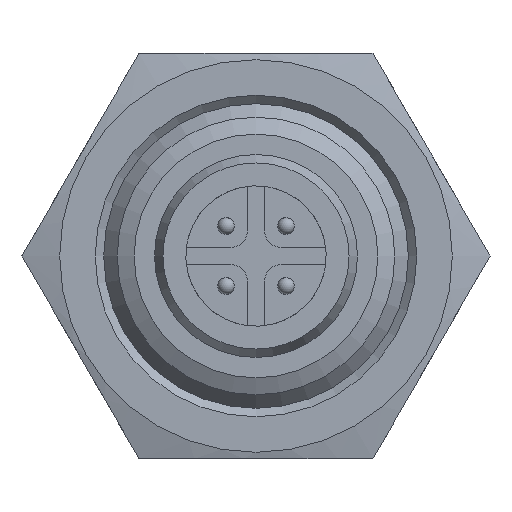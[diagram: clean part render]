
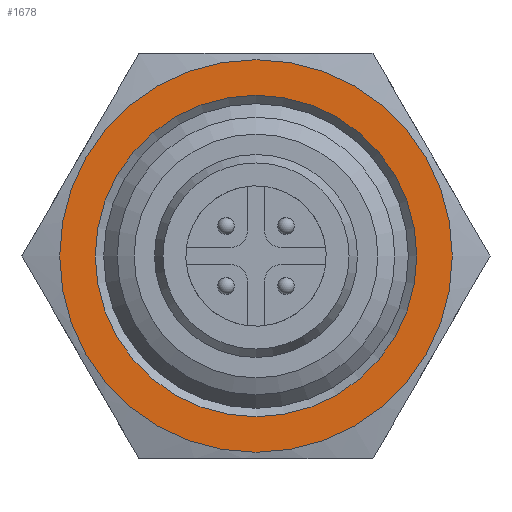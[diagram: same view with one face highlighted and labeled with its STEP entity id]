
A CAD part, front view. The second image highlights one B-rep face of the part: STEP entity #1678.
In plain terms, the highlighted face is planar.
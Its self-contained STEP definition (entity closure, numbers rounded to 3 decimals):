
#1627=CARTESIAN_POINT('',(9.5,0.,4.0));
#1628=VERTEX_POINT('',#1627);
#1629=CARTESIAN_POINT('',(0.0,0.0,4.0));
#1630=DIRECTION('',(0.0,0.0,1.0));
#1631=DIRECTION('',(-1.0,0.0,0.0));
#1632=AXIS2_PLACEMENT_3D('',#1629,#1630,#1631);
#1633=CIRCLE('',#1632,9.5);
#1634=EDGE_CURVE('',#1628,#1628,#1633,.T.);
#1659=CARTESIAN_POINT('',(0.0,0.0,4.0));
#1660=DIRECTION('',(0.0,0.0,-1.0));
#1661=DIRECTION('',(-1.0,0.0,0.0));
#1662=AXIS2_PLACEMENT_3D('',#1659,#1660,#1661);
#1663=PLANE('',#1662);
#1664=CARTESIAN_POINT('',(11.6,0.,4.0));
#1665=VERTEX_POINT('',#1664);
#1666=CARTESIAN_POINT('',(0.0,0.0,4.0));
#1667=DIRECTION('',(0.0,0.0,-1.0));
#1668=DIRECTION('',(-1.0,0.0,0.0));
#1669=AXIS2_PLACEMENT_3D('',#1666,#1667,#1668);
#1670=CIRCLE('',#1669,11.6);
#1671=EDGE_CURVE('',#1665,#1665,#1670,.T.);
#1672=ORIENTED_EDGE('',*,*,#1671,.F.);
#1673=EDGE_LOOP('',(#1672));
#1674=FACE_OUTER_BOUND('',#1673,.T.);
#1675=ORIENTED_EDGE('',*,*,#1634,.F.);
#1676=EDGE_LOOP('',(#1675));
#1677=FACE_BOUND('',#1676,.T.);
#1678=ADVANCED_FACE('',(#1674,#1677),#1663,.F.);
